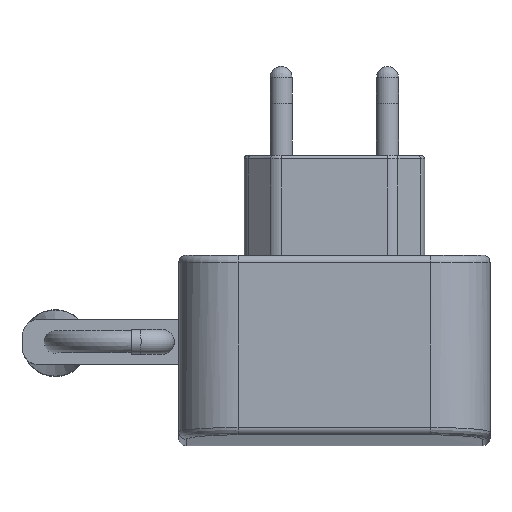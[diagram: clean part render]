
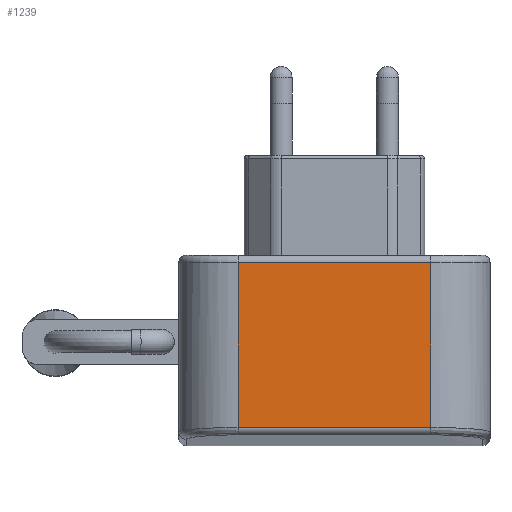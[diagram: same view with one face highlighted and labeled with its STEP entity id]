
A CAD part, top view. The second image highlights one B-rep face of the part: STEP entity #1239.
In plain terms, the highlighted planar face has unit normal (0, 0, 1).
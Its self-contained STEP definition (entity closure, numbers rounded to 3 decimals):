
#101 = DIRECTION ( 'NONE',  ( 0., 0., 1. ) ) ;
#457 = DIRECTION ( 'NONE',  ( 0., -1., 0. ) ) ;
#468 = CARTESIAN_POINT ( 'NONE',  ( 313., -0.415, -894.65 ) ) ;
#557 = EDGE_CURVE ( 'NONE', #8680, #6335, #2675, .T. ) ;
#564 = CARTESIAN_POINT ( 'NONE',  ( 300., -20.092, -894.65 ) ) ;
#765 = ORIENTED_EDGE ( 'NONE', *, *, #5422, .T. ) ;
#813 = ORIENTED_EDGE ( 'NONE', *, *, #9319, .T. ) ;
#1239 = ADVANCED_FACE ( 'NONE', ( #5506 ), #8545, .T. ) ;
#1395 = DIRECTION ( 'NONE',  ( 1., 0., 0. ) ) ;
#2610 = ORIENTED_EDGE ( 'NONE', *, *, #7372, .T. ) ;
#2675 = LINE ( 'NONE', #4261, #7692 ) ;
#2931 = CARTESIAN_POINT ( 'NONE',  ( 287., 2.169, -894.65 ) ) ;
#3214 = CARTESIAN_POINT ( 'NONE',  ( 313., -20.092, -894.65 ) ) ;
#3368 = DIRECTION ( 'NONE',  ( 0., 1., 0. ) ) ;
#3788 = CARTESIAN_POINT ( 'NONE',  ( 313., 2.169, -894.65 ) ) ;
#4261 = CARTESIAN_POINT ( 'NONE',  ( 287., -0.415, -894.65 ) ) ;
#4342 = VECTOR ( 'NONE', #6199, 1000. ) ;
#4514 = CARTESIAN_POINT ( 'NONE',  ( 300., 2.169, -894.65 ) ) ;
#4634 = VECTOR ( 'NONE', #1395, 1000. ) ;
#5129 = CARTESIAN_POINT ( 'NONE',  ( 287., -20.092, -894.65 ) ) ;
#5355 = DIRECTION ( 'NONE',  ( 1., 0., 0. ) ) ;
#5422 = EDGE_CURVE ( 'NONE', #9758, #8680, #9242, .T. ) ;
#5477 = AXIS2_PLACEMENT_3D ( 'NONE', #6943, #101, #5355 ) ;
#5506 = FACE_OUTER_BOUND ( 'NONE', #7078, .T. ) ;
#5584 = ORIENTED_EDGE ( 'NONE', *, *, #557, .T. ) ;
#5885 = VECTOR ( 'NONE', #3368, 1000. ) ;
#6199 = DIRECTION ( 'NONE',  ( -1., 0., 0. ) ) ;
#6335 = VERTEX_POINT ( 'NONE', #5129 ) ;
#6609 = LINE ( 'NONE', #564, #4634 ) ;
#6943 = CARTESIAN_POINT ( 'NONE',  ( 300., -0.415, -894.65 ) ) ;
#7078 = EDGE_LOOP ( 'NONE', ( #5584, #2610, #813, #765 ) ) ;
#7218 = LINE ( 'NONE', #468, #5885 ) ;
#7372 = EDGE_CURVE ( 'NONE', #6335, #9045, #6609, .T. ) ;
#7692 = VECTOR ( 'NONE', #457, 1000. ) ;
#8545 = PLANE ( 'NONE',  #5477 ) ;
#8680 = VERTEX_POINT ( 'NONE', #2931 ) ;
#9045 = VERTEX_POINT ( 'NONE', #3214 ) ;
#9242 = LINE ( 'NONE', #4514, #4342 ) ;
#9319 = EDGE_CURVE ( 'NONE', #9045, #9758, #7218, .T. ) ;
#9758 = VERTEX_POINT ( 'NONE', #3788 ) ;
